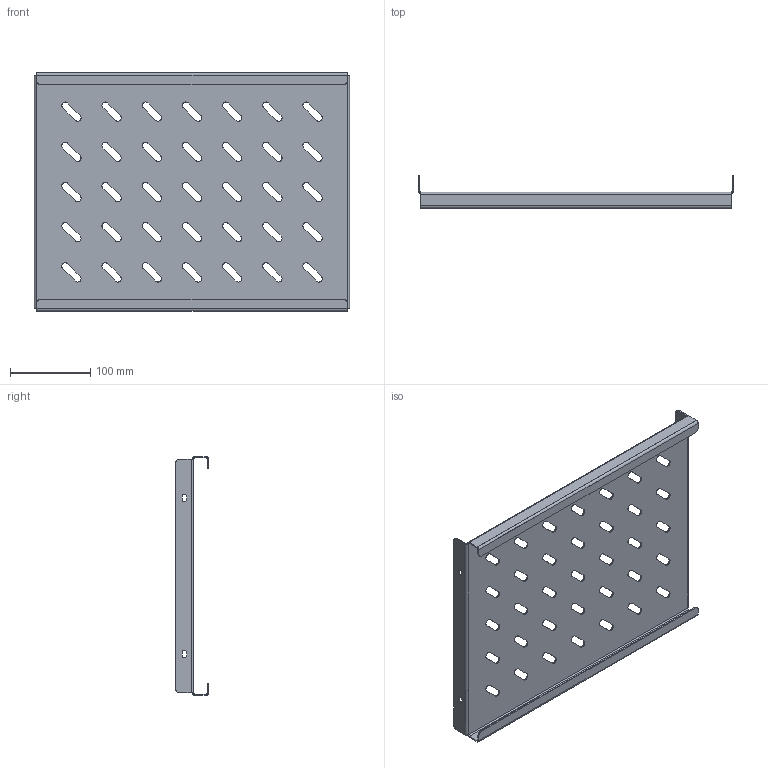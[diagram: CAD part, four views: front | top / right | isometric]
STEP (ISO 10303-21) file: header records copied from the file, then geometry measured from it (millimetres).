
FILE_DESCRIPTION (( 'STEP AP214' ), '1' );
FILE_NAME ('945.255.STEP', '2024-09-20T11:12:33', ( '' ), ( '' ), 'SwSTEP 2.0', 'SolidWorks 2021', '' );
FILE_SCHEMA (( 'AUTOMOTIVE_DESIGN' ));
Length unit declared in the file: millimetre
Products named in the file (1): 945.255
Bounding box: 392 x 41 x 297 mm (x, y, z)
Volume: 213772.3 mm3; surface area: 291229.2 mm2
Topology: 1 solids, 1 shells, 243 faces, 695 edges, 454 vertices
Faces by surface type: cylinder 133, plane 110
Entity records: 8181 total; most frequent: DIRECTION 1449, CARTESIAN_POINT 1393, ORIENTED_EDGE 1390, EDGE_CURVE 695, AXIS2_PLACEMENT_3D 510, VERTEX_POINT 454, LINE 429, VECTOR 429
